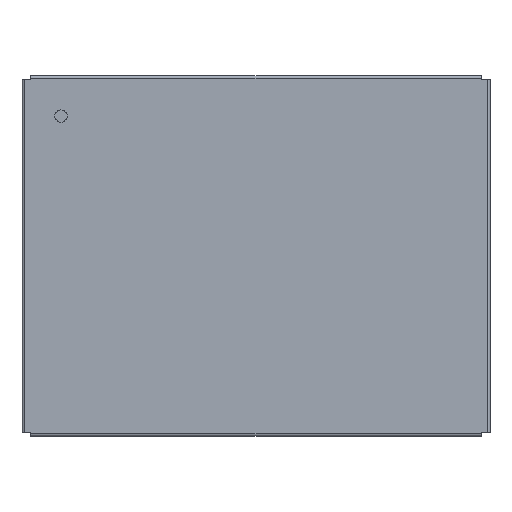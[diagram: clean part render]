
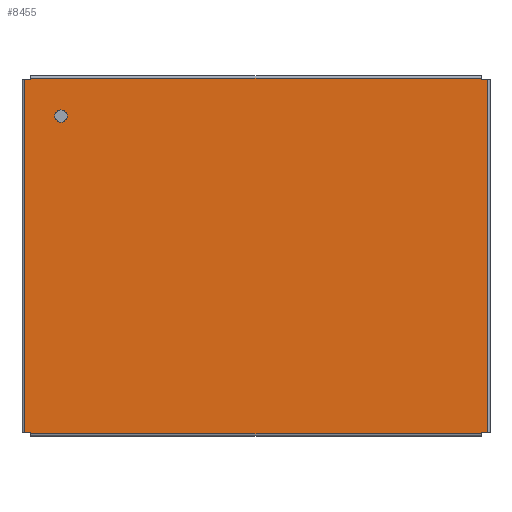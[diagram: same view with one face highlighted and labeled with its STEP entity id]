
A CAD part, top view. The second image highlights one B-rep face of the part: STEP entity #8455.
In plain terms, the highlighted planar face has unit normal (0, 0, 1).
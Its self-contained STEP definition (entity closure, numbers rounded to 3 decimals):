
#8180=CARTESIAN_POINT('',(-15.5,11.48,6.3));
#8181=VERTEX_POINT('',#8180);
#8190=CARTESIAN_POINT('',(-16.5,11.48,6.3));
#8191=VERTEX_POINT('',#8190);
#8192=CARTESIAN_POINT('',(-16.,11.48,6.3));
#8193=DIRECTION('',(0.0,0.0,-1.0));
#8194=DIRECTION('',(1.0,0.0,0.0));
#8195=AXIS2_PLACEMENT_3D('',#8192,#8193,#8194);
#8196=CIRCLE('',#8195,0.5);
#8197=EDGE_CURVE('',#8191,#8181,#8196,.T.);
#8231=CARTESIAN_POINT('',(-16.,11.48,6.3));
#8232=DIRECTION('',(0.0,0.0,-1.0));
#8233=DIRECTION('',(1.0,0.0,0.0));
#8234=AXIS2_PLACEMENT_3D('',#8231,#8232,#8233);
#8235=CIRCLE('',#8234,0.5);
#8236=EDGE_CURVE('',#8181,#8191,#8235,.T.);
#8256=CARTESIAN_POINT('',(19.0,-14.5,6.3));
#8257=VERTEX_POINT('',#8256);
#8275=CARTESIAN_POINT('',(19.0,14.5,6.3));
#8276=VERTEX_POINT('',#8275);
#8284=CARTESIAN_POINT('',(19.0,14.5,6.3));
#8285=DIRECTION('',(0.0,-1.0,0.0));
#8286=VECTOR('',#8285,29.);
#8287=LINE('',#8284,#8286);
#8288=EDGE_CURVE('',#8276,#8257,#8287,.T.);
#8299=CARTESIAN_POINT('',(18.5,-14.5,6.3));
#8300=VERTEX_POINT('',#8299);
#8301=CARTESIAN_POINT('',(18.5,-14.5,6.3));
#8302=DIRECTION('',(1.0,0.0,0.0));
#8303=VECTOR('',#8302,0.5);
#8304=LINE('',#8301,#8303);
#8305=EDGE_CURVE('',#8300,#8257,#8304,.T.);
#8364=CARTESIAN_POINT('',(0.0,14.65,6.3));
#8365=DIRECTION('',(0.0,0.0,-1.0));
#8366=DIRECTION('',(1.0,0.0,0.0));
#8367=AXIS2_PLACEMENT_3D('',#8364,#8365,#8366);
#8368=PLANE('',#8367);
#8369=ORIENTED_EDGE('',*,*,#8288,.F.);
#8370=CARTESIAN_POINT('',(18.5,14.5,6.3));
#8371=VERTEX_POINT('',#8370);
#8372=CARTESIAN_POINT('',(19.0,14.5,6.3));
#8373=DIRECTION('',(-1.0,0.0,0.0));
#8374=VECTOR('',#8373,0.5);
#8375=LINE('',#8372,#8374);
#8376=EDGE_CURVE('',#8276,#8371,#8375,.T.);
#8377=ORIENTED_EDGE('',*,*,#8376,.T.);
#8378=CARTESIAN_POINT('',(18.5,14.6,6.3));
#8379=VERTEX_POINT('',#8378);
#8380=CARTESIAN_POINT('',(18.5,14.5,6.3));
#8381=DIRECTION('',(0.0,1.0,0.0));
#8382=VECTOR('',#8381,0.1);
#8383=LINE('',#8380,#8382);
#8384=EDGE_CURVE('',#8371,#8379,#8383,.T.);
#8385=ORIENTED_EDGE('',*,*,#8384,.T.);
#8386=CARTESIAN_POINT('',(-18.5,14.6,6.3));
#8387=VERTEX_POINT('',#8386);
#8388=CARTESIAN_POINT('',(-18.5,14.6,6.3));
#8389=DIRECTION('',(1.0,0.0,0.0));
#8390=VECTOR('',#8389,37.0);
#8391=LINE('',#8388,#8390);
#8392=EDGE_CURVE('',#8387,#8379,#8391,.T.);
#8393=ORIENTED_EDGE('',*,*,#8392,.F.);
#8394=CARTESIAN_POINT('',(-18.5,14.5,6.3));
#8395=VERTEX_POINT('',#8394);
#8396=CARTESIAN_POINT('',(-18.5,14.6,6.3));
#8397=DIRECTION('',(0.0,-1.0,0.0));
#8398=VECTOR('',#8397,0.1);
#8399=LINE('',#8396,#8398);
#8400=EDGE_CURVE('',#8387,#8395,#8399,.T.);
#8401=ORIENTED_EDGE('',*,*,#8400,.T.);
#8402=CARTESIAN_POINT('',(-19.,14.5,6.3));
#8403=VERTEX_POINT('',#8402);
#8404=CARTESIAN_POINT('',(-18.5,14.5,6.3));
#8405=DIRECTION('',(-1.0,0.0,0.0));
#8406=VECTOR('',#8405,0.5);
#8407=LINE('',#8404,#8406);
#8408=EDGE_CURVE('',#8395,#8403,#8407,.T.);
#8409=ORIENTED_EDGE('',*,*,#8408,.T.);
#8410=CARTESIAN_POINT('',(-19.,-14.5,6.3));
#8411=VERTEX_POINT('',#8410);
#8412=CARTESIAN_POINT('',(-19.,-14.5,6.3));
#8413=DIRECTION('',(0.0,1.0,0.0));
#8414=VECTOR('',#8413,29.);
#8415=LINE('',#8412,#8414);
#8416=EDGE_CURVE('',#8411,#8403,#8415,.T.);
#8417=ORIENTED_EDGE('',*,*,#8416,.F.);
#8418=CARTESIAN_POINT('',(-18.5,-14.5,6.3));
#8419=VERTEX_POINT('',#8418);
#8420=CARTESIAN_POINT('',(-18.5,-14.5,6.3));
#8421=DIRECTION('',(-1.0,0.0,0.0));
#8422=VECTOR('',#8421,0.5);
#8423=LINE('',#8420,#8422);
#8424=EDGE_CURVE('',#8419,#8411,#8423,.T.);
#8425=ORIENTED_EDGE('',*,*,#8424,.F.);
#8426=CARTESIAN_POINT('',(-18.5,-14.6,6.3));
#8427=VERTEX_POINT('',#8426);
#8428=CARTESIAN_POINT('',(-18.5,-14.5,6.3));
#8429=DIRECTION('',(0.0,-1.0,0.0));
#8430=VECTOR('',#8429,0.1);
#8431=LINE('',#8428,#8430);
#8432=EDGE_CURVE('',#8419,#8427,#8431,.T.);
#8433=ORIENTED_EDGE('',*,*,#8432,.T.);
#8434=CARTESIAN_POINT('',(18.5,-14.6,6.3));
#8435=VERTEX_POINT('',#8434);
#8436=CARTESIAN_POINT('',(18.5,-14.6,6.3));
#8437=DIRECTION('',(-1.0,0.0,0.0));
#8438=VECTOR('',#8437,37.0);
#8439=LINE('',#8436,#8438);
#8440=EDGE_CURVE('',#8435,#8427,#8439,.T.);
#8441=ORIENTED_EDGE('',*,*,#8440,.F.);
#8442=CARTESIAN_POINT('',(18.5,-14.6,6.3));
#8443=DIRECTION('',(0.0,1.0,0.0));
#8444=VECTOR('',#8443,0.1);
#8445=LINE('',#8442,#8444);
#8446=EDGE_CURVE('',#8435,#8300,#8445,.T.);
#8447=ORIENTED_EDGE('',*,*,#8446,.T.);
#8448=ORIENTED_EDGE('',*,*,#8305,.T.);
#8449=EDGE_LOOP('',(#8369,#8377,#8385,#8393,#8401,#8409,#8417,#8425,#8433,#8441,#8447,#8448));
#8450=FACE_OUTER_BOUND('',#8449,.T.);
#8451=ORIENTED_EDGE('',*,*,#8236,.T.);
#8452=ORIENTED_EDGE('',*,*,#8197,.T.);
#8453=EDGE_LOOP('',(#8451,#8452));
#8454=FACE_BOUND('',#8453,.T.);
#8455=ADVANCED_FACE('',(#8450,#8454),#8368,.F.);
